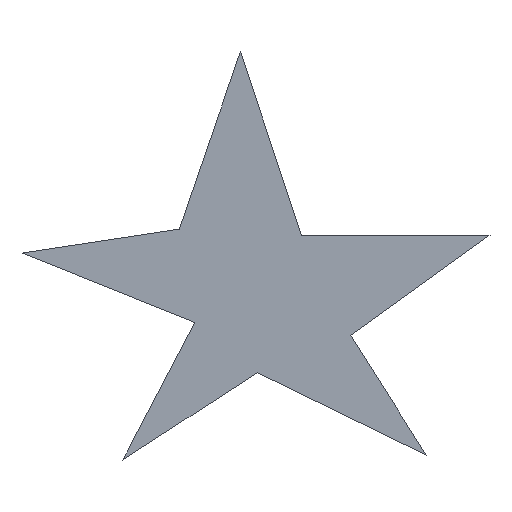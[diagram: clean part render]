
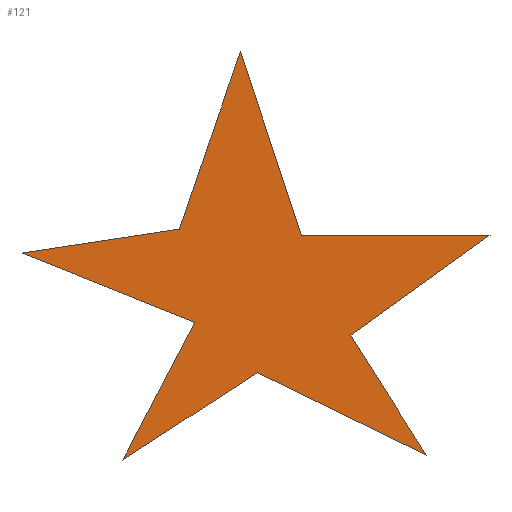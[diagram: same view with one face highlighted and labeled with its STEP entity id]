
A CAD part, top view. The second image highlights one B-rep face of the part: STEP entity #121.
In plain terms, the highlighted planar face has unit normal (0, 0, -1).
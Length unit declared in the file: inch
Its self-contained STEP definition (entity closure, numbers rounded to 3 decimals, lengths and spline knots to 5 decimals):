
#44=CARTESIAN_POINT('#44',(0.17766,2.25886,0.0));
#45=VERTEX_POINT('',#44);
#46=CARTESIAN_POINT('#46',(0.74394,0.56471,0.0));
#47=VERTEX_POINT('',#46);
#48=CARTESIAN_POINT('#48',(2.4872,0.56471,0.0));
#49=VERTEX_POINT('',#48);
#50=CARTESIAN_POINT('#50',(1.19919,-0.3654,0.0));
#51=VERTEX_POINT('',#50);
#52=CARTESIAN_POINT('#52',(1.89871,-1.47269,0.0));
#53=VERTEX_POINT('',#52);
#54=CARTESIAN_POINT('#54',(0.33311,-0.70866,0.0));
#55=VERTEX_POINT('',#54);
#56=CARTESIAN_POINT('#56',(-0.91049,-1.51698,0.0));
#57=VERTEX_POINT('',#56);
#58=CARTESIAN_POINT('#58',(-0.24428,-0.2436,0.0));
#59=VERTEX_POINT('',#58);
#60=CARTESIAN_POINT('#60',(-1.8432,0.39862,0.0));
#61=VERTEX_POINT('',#60);
#62=CARTESIAN_POINT('#62',(-0.38863,0.62008,0.0));
#63=VERTEX_POINT('',#62);
#64=CARTESIAN_POINT('#64',(0.17766,2.25886,0.0));
#65=CARTESIAN_POINT('#65',(0.74394,0.56471,0.0));
#66=B_SPLINE_CURVE_WITH_KNOTS('',1,(#64,#65),.UNSPECIFIED.,.F.,.F.,(2,2)
,(0.0,1.0),.UNSPECIFIED.);
#67=CARTESIAN_POINT('#67',(0.74394,0.56471,0.0));
#68=CARTESIAN_POINT('#68',(2.4872,0.56471,0.0));
#69=B_SPLINE_CURVE_WITH_KNOTS('',1,(#67,#68),.UNSPECIFIED.,.F.,.F.,(2,2)
,(0.0,1.0),.UNSPECIFIED.);
#70=CARTESIAN_POINT('#70',(2.4872,0.56471,0.0));
#71=CARTESIAN_POINT('#71',(1.19919,-0.3654,0.0));
#72=B_SPLINE_CURVE_WITH_KNOTS('',1,(#70,#71),.UNSPECIFIED.,.F.,.F.,(2,2)
,(0.0,1.0),.UNSPECIFIED.);
#73=CARTESIAN_POINT('#73',(1.19919,-0.3654,0.0));
#74=CARTESIAN_POINT('#74',(1.89871,-1.47269,0.0));
#75=B_SPLINE_CURVE_WITH_KNOTS('',1,(#73,#74),.UNSPECIFIED.,.F.,.F.,(2,2)
,(0.0,1.0),.UNSPECIFIED.);
#76=CARTESIAN_POINT('#76',(1.89871,-1.47269,0.0));
#77=CARTESIAN_POINT('#77',(0.33311,-0.70866,0.0));
#78=B_SPLINE_CURVE_WITH_KNOTS('',1,(#76,#77),.UNSPECIFIED.,.F.,.F.,(2,2)
,(0.0,1.0),.UNSPECIFIED.);
#79=CARTESIAN_POINT('#79',(0.33311,-0.70866,0.0));
#80=CARTESIAN_POINT('#80',(-0.91049,-1.51698,0.0));
#81=B_SPLINE_CURVE_WITH_KNOTS('',1,(#79,#80),.UNSPECIFIED.,.F.,.F.,(2,2)
,(0.0,1.0),.UNSPECIFIED.);
#82=CARTESIAN_POINT('#82',(-0.91049,-1.51698,0.0));
#83=CARTESIAN_POINT('#83',(-0.24428,-0.2436,0.0));
#84=B_SPLINE_CURVE_WITH_KNOTS('',1,(#82,#83),.UNSPECIFIED.,.F.,.F.,(2,2)
,(0.0,1.0),.UNSPECIFIED.);
#85=CARTESIAN_POINT('#85',(-0.24428,-0.2436,0.0));
#86=CARTESIAN_POINT('#86',(-1.8432,0.39862,0.0));
#87=B_SPLINE_CURVE_WITH_KNOTS('',1,(#85,#86),.UNSPECIFIED.,.F.,.F.,(2,2)
,(0.0,1.0),.UNSPECIFIED.);
#88=CARTESIAN_POINT('#88',(-1.8432,0.39862,0.0));
#89=CARTESIAN_POINT('#89',(-0.38863,0.62008,0.0));
#90=B_SPLINE_CURVE_WITH_KNOTS('',1,(#88,#89),.UNSPECIFIED.,.F.,.F.,(2,2)
,(0.0,1.0),.UNSPECIFIED.);
#91=CARTESIAN_POINT('#91',(-0.38863,0.62008,0.0));
#92=CARTESIAN_POINT('#92',(0.17766,2.25886,0.0));
#93=B_SPLINE_CURVE_WITH_KNOTS('',1,(#91,#92),.UNSPECIFIED.,.F.,.F.,(2,2)
,(0.0,1.0),.UNSPECIFIED.);
#94=EDGE_CURVE('',#45,#47,#66,.T.);
#95=EDGE_CURVE('',#47,#49,#69,.T.);
#96=EDGE_CURVE('',#49,#51,#72,.T.);
#97=EDGE_CURVE('',#51,#53,#75,.T.);
#98=EDGE_CURVE('',#53,#55,#78,.T.);
#99=EDGE_CURVE('',#55,#57,#81,.T.);
#100=EDGE_CURVE('',#57,#59,#84,.T.);
#101=EDGE_CURVE('',#59,#61,#87,.T.);
#102=EDGE_CURVE('',#61,#63,#90,.T.);
#103=EDGE_CURVE('',#63,#45,#93,.T.);
#104=ORIENTED_EDGE('#104',*,*,#94,.T.);
#105=ORIENTED_EDGE('#105',*,*,#95,.T.);
#106=ORIENTED_EDGE('#106',*,*,#96,.T.);
#107=ORIENTED_EDGE('#107',*,*,#97,.T.);
#108=ORIENTED_EDGE('#108',*,*,#98,.T.);
#109=ORIENTED_EDGE('#109',*,*,#99,.T.);
#110=ORIENTED_EDGE('#110',*,*,#100,.T.);
#111=ORIENTED_EDGE('#111',*,*,#101,.T.);
#112=ORIENTED_EDGE('#112',*,*,#102,.T.);
#113=ORIENTED_EDGE('#113',*,*,#103,.T.);
#114=EDGE_LOOP('#114',(#104,#105,#106,#107,#108,#109,#110,#111,#112,#113
));
#115=FACE_BOUND('#115',#114,.T.);
#116=CARTESIAN_POINT('#116',(2.4872,0.56471,0.0));
#117=DIRECTION('#117',(0.0,0.0,-1.));
#118=DIRECTION('#118',(-1.,0.0,0.0));
#119=AXIS2_PLACEMENT_3D('#119',#116,#117,#118);
#120=PLANE('',#119);
#121=ADVANCED_FACE('',(#115),#120,.T.);
